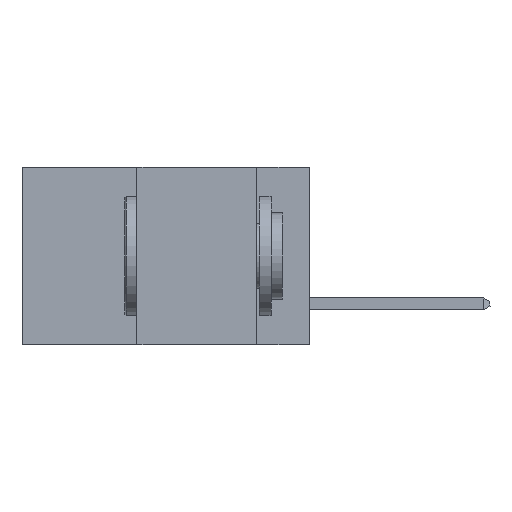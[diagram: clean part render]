
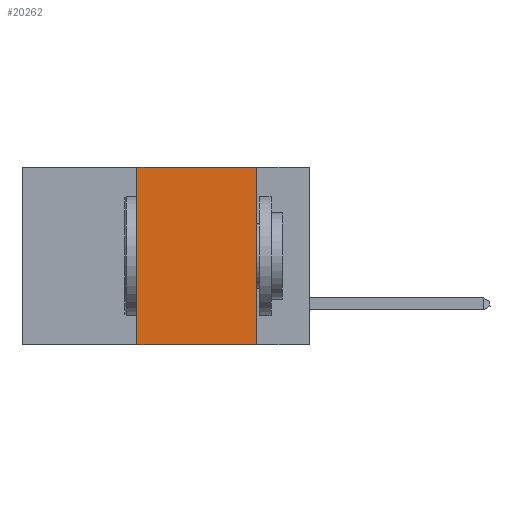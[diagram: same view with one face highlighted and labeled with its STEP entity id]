
A CAD part, left-side view. The second image highlights one B-rep face of the part: STEP entity #20262.
In plain terms, the highlighted planar face has unit normal (-1, 0, 0).
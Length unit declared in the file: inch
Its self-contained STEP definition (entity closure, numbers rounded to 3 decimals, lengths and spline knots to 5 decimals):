
#2 = EDGE_CURVE ( 'NONE', #12582, #21764, #3007, .T. ) ;
#57 = FACE_OUTER_BOUND ( 'NONE', #5788, .T. ) ;
#1128 = DIRECTION ( 'NONE',  ( 0., 0., -1. ) ) ;
#2436 = VECTOR ( 'NONE', #6824, 39.37008 ) ;
#2704 = ORIENTED_EDGE ( 'NONE', *, *, #2, .F. ) ;
#3007 = LINE ( 'NONE', #19849, #21336 ) ;
#5130 = LINE ( 'NONE', #19499, #18233 ) ;
#5788 = EDGE_LOOP ( 'NONE', ( #11886, #21091, #2704, #17639 ) ) ;
#6476 = LINE ( 'NONE', #17661, #15402 ) ;
#6757 = CARTESIAN_POINT ( 'NONE',  ( 0., 0.6, 0. ) ) ;
#6824 = DIRECTION ( 'NONE',  ( 0., -1., 0. ) ) ;
#7170 = DIRECTION ( 'NONE',  ( 0., 0., -1. ) ) ;
#9766 = EDGE_CURVE ( 'NONE', #21764, #15101, #20869, .T. ) ;
#10488 = CARTESIAN_POINT ( 'NONE',  ( 0., 0.6, 0. ) ) ;
#11886 = ORIENTED_EDGE ( 'NONE', *, *, #12422, .F. ) ;
#12014 = CARTESIAN_POINT ( 'NONE',  ( 0., 0.11, -0.37 ) ) ;
#12191 = DIRECTION ( 'NONE',  ( 1., 0., 0. ) ) ;
#12422 = EDGE_CURVE ( 'NONE', #15101, #15051, #5130, .T. ) ;
#12582 = VERTEX_POINT ( 'NONE', #16352 ) ;
#12895 = DIRECTION ( 'NONE',  ( 0., 0., 1. ) ) ;
#13009 = CARTESIAN_POINT ( 'NONE',  ( 0., 0.36, 0. ) ) ;
#13303 = AXIS2_PLACEMENT_3D ( 'NONE', #6757, #12191, #1128 ) ;
#15051 = VERTEX_POINT ( 'NONE', #12014 ) ;
#15101 = VERTEX_POINT ( 'NONE', #17357 ) ;
#15188 = EDGE_CURVE ( 'NONE', #12582, #15051, #6476, .T. ) ;
#15402 = VECTOR ( 'NONE', #19393, 39.37008 ) ;
#16352 = CARTESIAN_POINT ( 'NONE',  ( 0., 0.36, -0.37 ) ) ;
#17357 = CARTESIAN_POINT ( 'NONE',  ( 0., 0.11, 0. ) ) ;
#17639 = ORIENTED_EDGE ( 'NONE', *, *, #15188, .T. ) ;
#17661 = CARTESIAN_POINT ( 'NONE',  ( 0., 0.6, -0.37 ) ) ;
#18233 = VECTOR ( 'NONE', #7170, 39.37008 ) ;
#19393 = DIRECTION ( 'NONE',  ( 0., -1., 0. ) ) ;
#19499 = CARTESIAN_POINT ( 'NONE',  ( 0., 0.11, 0. ) ) ;
#19849 = CARTESIAN_POINT ( 'NONE',  ( 0., 0.36, 0. ) ) ;
#20262 = ADVANCED_FACE ( 'NONE', ( #57 ), #22496, .F. ) ;
#20869 = LINE ( 'NONE', #10488, #2436 ) ;
#21091 = ORIENTED_EDGE ( 'NONE', *, *, #9766, .F. ) ;
#21336 = VECTOR ( 'NONE', #12895, 39.37008 ) ;
#21764 = VERTEX_POINT ( 'NONE', #13009 ) ;
#22496 = PLANE ( 'NONE',  #13303 ) ;
